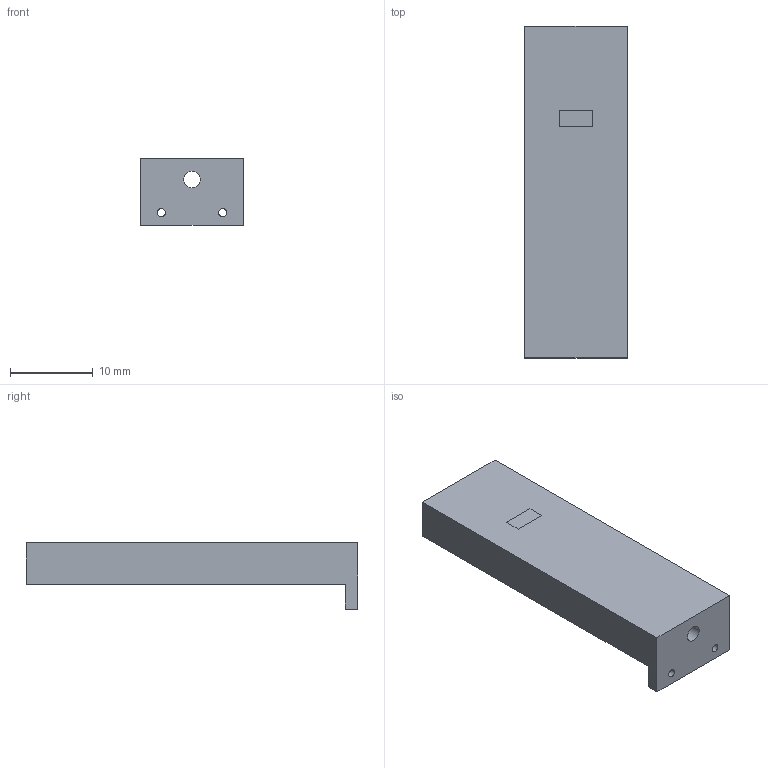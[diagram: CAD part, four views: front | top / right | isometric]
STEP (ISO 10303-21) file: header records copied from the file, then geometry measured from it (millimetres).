
FILE_DESCRIPTION(/* description */ (''),/* implementation_level */ '2;1');
FILE_NAME(/* name */ 'Camera Module Holder (Smooth Side) .step',/* time_stamp */ '2022-06-04T22:20:06+05:30',/* author */ (''),/* organization */ (''),/* preprocessor_version */ 'ST-DEVELOPER v19',/* originating_system */ 'Autodesk Translation Framework v11.7.0.108',/* authorisation */ '');
FILE_SCHEMA (('AUTOMOTIVE_DESIGN { 1 0 10303 214 3 1 1 }'));
Length unit declared in the file: millimetre
Products named in the file (2): Camera Module Holder (Smooth Side); Camera Module Holder (wired_side_part) v2
Assembly tree (1 placements, depth 2):
  Camera Module Holder (Smooth Side)
    Camera Module Holder (wired_side_part) v2
Bounding box: 12.4 x 40 x 8 mm (x, y, z)
Volume: 1373.7 mm3; surface area: 2657.8 mm2
Topology: 3 solids, 3 shells, 36 faces, 87 edges, 58 vertices
Faces by surface type: plane 33, cylinder 3
Full cylindrical faces by diameter (mm): 1 x2, 2 x1
Entity records: 1110 total; most frequent: CARTESIAN_POINT 184, ORIENTED_EDGE 174, DIRECTION 171, EDGE_CURVE 87, LINE 81, VECTOR 81, VERTEX_POINT 58, EDGE_LOOP 47
